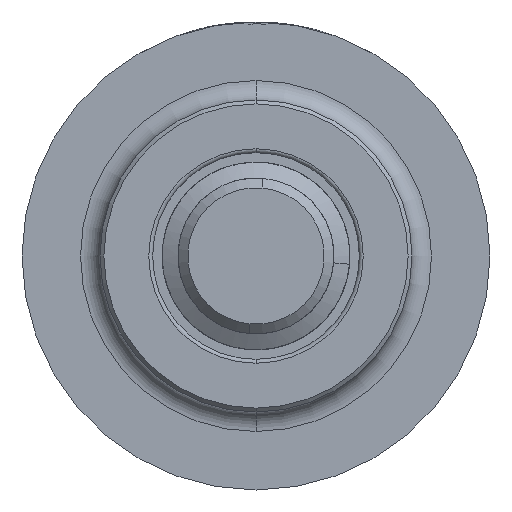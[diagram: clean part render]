
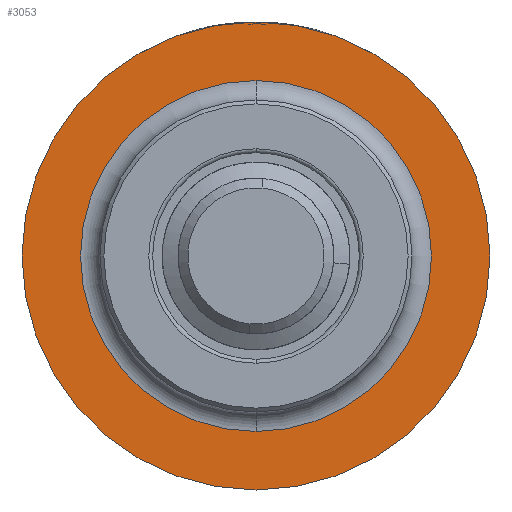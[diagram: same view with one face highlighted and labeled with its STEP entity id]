
A CAD part, front view. The second image highlights one B-rep face of the part: STEP entity #3053.
In plain terms, the highlighted planar face has unit normal (0, -1, 0).
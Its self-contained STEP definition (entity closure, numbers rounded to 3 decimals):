
#327 = DIRECTION ( 'NONE',  ( 0., 0., -1. ) ) ;
#384 = DIRECTION ( 'NONE',  ( 0., 0., -1. ) ) ;
#390 = CARTESIAN_POINT ( 'NONE',  ( 0., 9.42, -12. ) ) ;
#402 = VERTEX_POINT ( 'NONE', #3501 ) ;
#420 = ORIENTED_EDGE ( 'NONE', *, *, #7724, .T. ) ;
#585 = CARTESIAN_POINT ( 'NONE',  ( 0., 9.42, 0. ) ) ;
#904 = ORIENTED_EDGE ( 'NONE', *, *, #6781, .F. ) ;
#1809 = EDGE_CURVE ( 'NONE', #6420, #2650, #4783, .T. ) ;
#1849 = DIRECTION ( 'NONE',  ( 0., -1., 0. ) ) ;
#2186 = AXIS2_PLACEMENT_3D ( 'NONE', #5816, #6993, #7024 ) ;
#2233 = PLANE ( 'NONE',  #2796 ) ;
#2267 = DIRECTION ( 'NONE',  ( 0., -1., 0. ) ) ;
#2333 = EDGE_CURVE ( 'NONE', #402, #7375, #7378, .T. ) ;
#2538 = ORIENTED_EDGE ( 'NONE', *, *, #1809, .F. ) ;
#2650 = VERTEX_POINT ( 'NONE', #4282 ) ;
#2796 = AXIS2_PLACEMENT_3D ( 'NONE', #6574, #4044, #327 ) ;
#2824 = CARTESIAN_POINT ( 'NONE',  ( 0., 9.42, 0. ) ) ;
#2911 = CIRCLE ( 'NONE', #2186, 9. ) ;
#3053 = ADVANCED_FACE ( 'NONE', ( #3616, #3816 ), #2233, .T. ) ;
#3134 = AXIS2_PLACEMENT_3D ( 'NONE', #2824, #3448, #384 ) ;
#3302 = CIRCLE ( 'NONE', #7398, 12. ) ;
#3447 = DIRECTION ( 'NONE',  ( 0., 0., -1. ) ) ;
#3448 = DIRECTION ( 'NONE',  ( 0., -1., 0. ) ) ;
#3501 = CARTESIAN_POINT ( 'NONE',  ( 0., 9.42, 12. ) ) ;
#3616 = FACE_OUTER_BOUND ( 'NONE', #3621, .T. ) ;
#3621 = EDGE_LOOP ( 'NONE', ( #420, #6436 ) ) ;
#3816 = FACE_BOUND ( 'NONE', #6779, .T. ) ;
#4044 = DIRECTION ( 'NONE',  ( 0., -1., 0. ) ) ;
#4282 = CARTESIAN_POINT ( 'NONE',  ( 0., 9.42, -9. ) ) ;
#4665 = CARTESIAN_POINT ( 'NONE',  ( 0., 9.42, 0. ) ) ;
#4783 = CIRCLE ( 'NONE', #3134, 9. ) ;
#4886 = DIRECTION ( 'NONE',  ( 0., 0., -1. ) ) ;
#5259 = CARTESIAN_POINT ( 'NONE',  ( 0., 9.42, 9. ) ) ;
#5816 = CARTESIAN_POINT ( 'NONE',  ( 0., 9.42, 0. ) ) ;
#6420 = VERTEX_POINT ( 'NONE', #5259 ) ;
#6436 = ORIENTED_EDGE ( 'NONE', *, *, #2333, .T. ) ;
#6574 = CARTESIAN_POINT ( 'NONE',  ( 9., 9.42, 0. ) ) ;
#6779 = EDGE_LOOP ( 'NONE', ( #904, #2538 ) ) ;
#6781 = EDGE_CURVE ( 'NONE', #2650, #6420, #2911, .T. ) ;
#6993 = DIRECTION ( 'NONE',  ( 0., -1., 0. ) ) ;
#7024 = DIRECTION ( 'NONE',  ( 0., 0., -1. ) ) ;
#7031 = AXIS2_PLACEMENT_3D ( 'NONE', #585, #1849, #4886 ) ;
#7375 = VERTEX_POINT ( 'NONE', #390 ) ;
#7378 = CIRCLE ( 'NONE', #7031, 12. ) ;
#7398 = AXIS2_PLACEMENT_3D ( 'NONE', #4665, #2267, #3447 ) ;
#7724 = EDGE_CURVE ( 'NONE', #7375, #402, #3302, .T. ) ;
